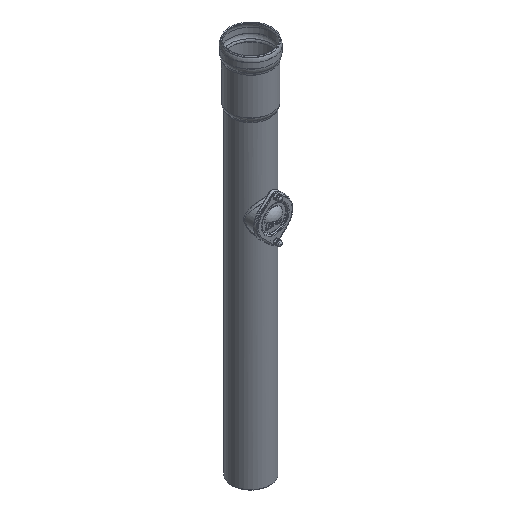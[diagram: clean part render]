
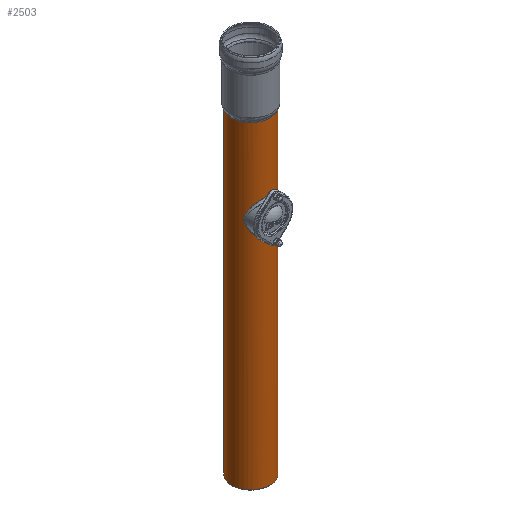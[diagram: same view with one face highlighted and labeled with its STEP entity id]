
A CAD part, isometric view. The second image highlights one B-rep face of the part: STEP entity #2503.
In plain terms, the highlighted cylindrical face has radius 510 mm (diameter 1020 mm), a full revolution.
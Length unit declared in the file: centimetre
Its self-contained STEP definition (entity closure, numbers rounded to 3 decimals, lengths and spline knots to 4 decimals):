
#166=CYLINDRICAL_SURFACE('',#3120,51.);
#385=CIRCLE('',#3060,51.);
#386=CIRCLE('',#3061,51.);
#420=CIRCLE('',#3111,51.);
#620=FACE_OUTER_BOUND('',#811,.T.);
#811=EDGE_LOOP('',(#2307,#2308,#2309,#2310,#2311,#2312,#2313,#2314,#2315,
#2316));
#864=B_SPLINE_CURVE_WITH_KNOTS('',3,(#20428,#20429,#20430,#20431,#20432,
#20433,#20434,#20435,#20436,#20437,#20438,#20439,#20440,#20441,#20442,#20443,
#20444,#20445,#20446),.UNSPECIFIED.,.F.,.F.,(4,1,1,1,1,1,1,1,1,1,1,1,1,
1,1,1,4),(-286.0651,-283.5109,-280.9568,-277.1256,
-275.8485,-270.7402,-265.6319,-260.5236,
-256.6923,-255.4153,-245.1986,-240.6579,
-231.5765,-222.4951,-221.3599,-217.9543,-214.5468),
 .UNSPECIFIED.);
#865=B_SPLINE_CURVE_WITH_KNOTS('',3,(#20448,#20449,#20450,#20451,#20452,
#20453,#20454,#20455,#20456,#20457,#20458,#20459,#20460,#20461,#20462,#20463,
#20464,#20465,#20466,#20467,#20468,#20469,#20470,#20471,#20472,#20473,#20474,
#20475),.UNSPECIFIED.,.F.,.F.,(4,1,1,1,1,1,1,1,1,1,1,1,1,1,1,1,1,1,1,1,
1,1,1,1,1,4),(-214.5468,-211.1433,-204.3322,-197.5211,
-190.7101,-183.899,-177.0879,-170.2768,
-163.4658,-156.6547,-153.2492,-149.8436,
-145.3029,-140.7622,-136.2215,-132.8159,
-129.4104,-122.5993,-115.7882,-108.9772,
-102.1661,-95.355,-86.2736,-81.7329,
-74.9218,-71.5153),.UNSPECIFIED.);
#866=B_SPLINE_CURVE_WITH_KNOTS('',3,(#20476,#20477,#20478,#20479,#20480,
#20481,#20482,#20483,#20484,#20485,#20486,#20487,#20488,#20489,#20490,#20491,
#20492),.UNSPECIFIED.,.F.,.F.,(4,1,1,1,1,1,1,1,1,1,1,1,1,1,4),(-71.5153,
-68.1107,-64.7052,-63.57,-54.4886,
-49.9479,-40.8664,-30.6498,-25.5415,
-20.4332,-15.3249,-10.2166,-5.1083,
-2.5542,0.),.UNSPECIFIED.);
#1080=VERTEX_POINT('',#19420);
#1081=VERTEX_POINT('',#19421);
#1106=VERTEX_POINT('',#19504);
#1111=VERTEX_POINT('',#20368);
#1113=VERTEX_POINT('',#20427);
#1114=VERTEX_POINT('',#20447);
#1458=EDGE_CURVE('',#1080,#1081,#385,.T.);
#1459=EDGE_CURVE('',#1081,#1080,#386,.T.);
#1500=EDGE_CURVE('',#1106,#1106,#420,.T.);
#1510=EDGE_CURVE('',#1111,#1113,#864,.T.);
#1511=EDGE_CURVE('',#1113,#1114,#865,.T.);
#1512=EDGE_CURVE('',#1114,#1111,#866,.T.);
#1515=EDGE_CURVE('',#1106,#1113,#2643,.T.);
#1516=EDGE_CURVE('',#1114,#1081,#2644,.T.);
#2307=ORIENTED_EDGE('',*,*,#1500,.F.);
#2308=ORIENTED_EDGE('',*,*,#1515,.T.);
#2309=ORIENTED_EDGE('',*,*,#1510,.F.);
#2310=ORIENTED_EDGE('',*,*,#1512,.F.);
#2311=ORIENTED_EDGE('',*,*,#1516,.T.);
#2312=ORIENTED_EDGE('',*,*,#1458,.F.);
#2313=ORIENTED_EDGE('',*,*,#1459,.F.);
#2314=ORIENTED_EDGE('',*,*,#1516,.F.);
#2315=ORIENTED_EDGE('',*,*,#1511,.F.);
#2316=ORIENTED_EDGE('',*,*,#1515,.F.);
#2503=ADVANCED_FACE('',(#620),#166,.T.);
#2643=LINE('',#20498,#2759);
#2644=LINE('',#20499,#2760);
#2759=VECTOR('',#3957,51.);
#2760=VECTOR('',#3958,51.);
#3060=AXIS2_PLACEMENT_3D('',#19422,#3825,#3826);
#3061=AXIS2_PLACEMENT_3D('',#19423,#3827,#3828);
#3111=AXIS2_PLACEMENT_3D('',#19505,#3934,#3935);
#3120=AXIS2_PLACEMENT_3D('',#20497,#3955,#3956);
#3825=DIRECTION('center_axis',(0.,0.,1.));
#3826=DIRECTION('ref_axis',(-1.,0.,0.));
#3827=DIRECTION('center_axis',(0.,0.,1.));
#3828=DIRECTION('ref_axis',(-1.,0.,0.));
#3934=DIRECTION('center_axis',(0.,0.,-1.));
#3935=DIRECTION('ref_axis',(0.,1.,0.));
#3955=DIRECTION('center_axis',(0.,0.,-1.));
#3956=DIRECTION('ref_axis',(0.,1.,0.));
#3957=DIRECTION('',(0.,0.,1.));
#3958=DIRECTION('',(0.,0.,1.));
#19420=CARTESIAN_POINT('',(0.,51.,843.966));
#19421=CARTESIAN_POINT('',(0.,-51.,843.966));
#19422=CARTESIAN_POINT('Origin',(0.,0.,843.966));
#19423=CARTESIAN_POINT('Origin',(0.,0.,843.966));
#19504=CARTESIAN_POINT('',(0.,-51.,0.));
#19505=CARTESIAN_POINT('Origin',(0.,0.,0.));
#20368=CARTESIAN_POINT('',(-44.1696,-25.4959,620.));
#20427=CARTESIAN_POINT('',(0.,-50.9998,571.5002));
#20428=CARTESIAN_POINT('Ctrl Pts',(-44.1696,-25.4959,
620.));
#20429=CARTESIAN_POINT('Ctrl Pts',(-44.1696,-25.4959,
619.0216));
#20430=CARTESIAN_POINT('Ctrl Pts',(-44.1155,-25.59,
617.065));
#20431=CARTESIAN_POINT('Ctrl Pts',(-43.8357,-26.0695,
613.689));
#20432=CARTESIAN_POINT('Ctrl Pts',(-43.41,-26.7757,
610.8888));
#20433=CARTESIAN_POINT('Ctrl Pts',(-42.6676,-27.9489,607.2834));
#20434=CARTESIAN_POINT('Ctrl Pts',(-41.5985,-29.5514,
603.4113));
#20435=CARTESIAN_POINT('Ctrl Pts',(-39.7379,-32.0238,
598.6186));
#20436=CARTESIAN_POINT('Ctrl Pts',(-37.6586,-34.4421,
594.5243));
#20437=CARTESIAN_POINT('Ctrl Pts',(-35.9148,-36.2279,591.7262));
#20438=CARTESIAN_POINT('Ctrl Pts',(-33.1022,-38.8964,587.6867));
#20439=CARTESIAN_POINT('Ctrl Pts',(-29.6912,-41.6389,
583.8146));
#20440=CARTESIAN_POINT('Ctrl Pts',(-23.716,-45.2925,
578.8721));
#20441=CARTESIAN_POINT('Ctrl Pts',(-17.2353,-48.2731,
574.9763));
#20442=CARTESIAN_POINT('Ctrl Pts',(-10.9379,-49.9259,
572.8656));
#20443=CARTESIAN_POINT('Ctrl Pts',(-6.3068,-50.6278,
571.9723));
#20444=CARTESIAN_POINT('Ctrl Pts',(-3.5658,-50.9172,
571.6051));
#20445=CARTESIAN_POINT('Ctrl Pts',(-1.1889,-50.9998,
571.5002));
#20446=CARTESIAN_POINT('Ctrl Pts',(0.,-50.9998,
571.5002));
#20447=CARTESIAN_POINT('',(0.,-50.9998,668.4998));
#20448=CARTESIAN_POINT('Ctrl Pts',(0.,-50.9998,
571.5002));
#20449=CARTESIAN_POINT('Ctrl Pts',(1.1874,-50.9998,571.5002));
#20450=CARTESIAN_POINT('Ctrl Pts',(4.7512,-50.876,571.6573));
#20451=CARTESIAN_POINT('Ctrl Pts',(10.5884,-50.0506,572.7047));
#20452=CARTESIAN_POINT('Ctrl Pts',(17.1489,-48.1836,575.0977));
#20453=CARTESIAN_POINT('Ctrl Pts',(23.0901,-45.6176,578.4466));
#20454=CARTESIAN_POINT('Ctrl Pts',(28.3318,-42.5416,582.5749));
#20455=CARTESIAN_POINT('Ctrl Pts',(32.8581,-39.1313,587.3502));
#20456=CARTESIAN_POINT('Ctrl Pts',(36.675,-35.5559,592.6908));
#20457=CARTESIAN_POINT('Ctrl Pts',(39.7879,-32.0071,598.5713));
#20458=CARTESIAN_POINT('Ctrl Pts',(41.7835,-29.2833,603.9612));
#20459=CARTESIAN_POINT('Ctrl Pts',(42.9781,-27.4697,608.6107));
#20460=CARTESIAN_POINT('Ctrl Pts',(43.7253,-26.261,612.6767));
#20461=CARTESIAN_POINT('Ctrl Pts',(44.1907,-25.4598,617.3746));
#20462=CARTESIAN_POINT('Ctrl Pts',(44.1906,-25.4601,622.625));
#20463=CARTESIAN_POINT('Ctrl Pts',(43.7254,-26.2608,627.3232));
#20464=CARTESIAN_POINT('Ctrl Pts',(42.9782,-27.4696,631.3888));
#20465=CARTESIAN_POINT('Ctrl Pts',(41.7836,-29.2833,636.0385));
#20466=CARTESIAN_POINT('Ctrl Pts',(39.7879,-32.0071,641.4288));
#20467=CARTESIAN_POINT('Ctrl Pts',(36.6758,-35.5547,647.3073));
#20468=CARTESIAN_POINT('Ctrl Pts',(32.8604,-39.1297,652.6476));
#20469=CARTESIAN_POINT('Ctrl Pts',(28.333,-42.5402,657.4234));
#20470=CARTESIAN_POINT('Ctrl Pts',(22.5111,-45.9586,662.0107));
#20471=CARTESIAN_POINT('Ctrl Pts',(16.4499,-48.4391,665.23));
#20472=CARTESIAN_POINT('Ctrl Pts',(9.8119,-50.1599,667.4342));
#20473=CARTESIAN_POINT('Ctrl Pts',(4.7537,-50.876,668.3426));
#20474=CARTESIAN_POINT('Ctrl Pts',(1.1886,-50.9998,668.4998));
#20475=CARTESIAN_POINT('Ctrl Pts',(0.,-50.9998,
668.4998));
#20476=CARTESIAN_POINT('Ctrl Pts',(0.,-50.9998,
668.4998));
#20477=CARTESIAN_POINT('Ctrl Pts',(-1.1879,-50.9998,
668.4998));
#20478=CARTESIAN_POINT('Ctrl Pts',(-3.564,-50.9172,
668.395));
#20479=CARTESIAN_POINT('Ctrl Pts',(-6.3035,-50.6283,
668.0284));
#20480=CARTESIAN_POINT('Ctrl Pts',(-10.9358,-49.9262,
667.1346));
#20481=CARTESIAN_POINT('Ctrl Pts',(-15.7491,-48.6635,
665.5227));
#20482=CARTESIAN_POINT('Ctrl Pts',(-22.4659,-45.9408,
661.9777));
#20483=CARTESIAN_POINT('Ctrl Pts',(-28.7258,-42.4163,
657.2817));
#20484=CARTESIAN_POINT('Ctrl Pts',(-33.9133,-38.2436,
651.393));
#20485=CARTESIAN_POINT('Ctrl Pts',(-37.4683,-34.6635,
645.8516));
#20486=CARTESIAN_POINT('Ctrl Pts',(-39.7362,-32.0259,
641.3848));
#20487=CARTESIAN_POINT('Ctrl Pts',(-41.5981,-29.5522,
636.5901));
#20488=CARTESIAN_POINT('Ctrl Pts',(-43.0241,-27.4142,
631.4267));
#20489=CARTESIAN_POINT('Ctrl Pts',(-43.7958,-26.1377,
626.7941));
#20490=CARTESIAN_POINT('Ctrl Pts',(-44.1155,-25.5901,
622.9347));
#20491=CARTESIAN_POINT('Ctrl Pts',(-44.1696,-25.4959,
620.9784));
#20492=CARTESIAN_POINT('Ctrl Pts',(-44.1696,-25.4959,
620.));
#20497=CARTESIAN_POINT('Origin',(0.,0.,713.966));
#20498=CARTESIAN_POINT('',(0.,-51.,713.966));
#20499=CARTESIAN_POINT('',(0.,-51.,713.966));
